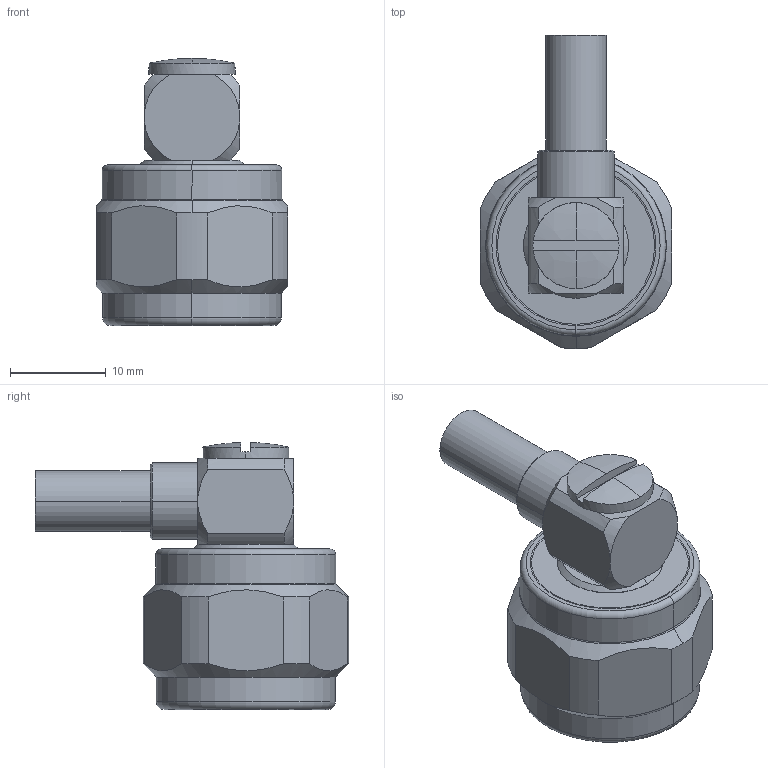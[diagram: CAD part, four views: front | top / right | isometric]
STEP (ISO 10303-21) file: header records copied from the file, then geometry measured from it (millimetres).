
FILE_DESCRIPTION (( 'STEP AP203' ), '1' );
FILE_NAME ('R161.182.080A.STEP', '2015-02-03T14:55:40', ( '' ), ( '' ), 'SwSTEP 2.0', 'SolidWorks 2014', '' );
FILE_SCHEMA (( 'CONFIG_CONTROL_DESIGN' ));
Length unit declared in the file: metre
Products named in the file (1): R161.182.080A
Bounding box: 20 x 32.75 x 27.94 mm (x, y, z)
Volume: 5046.4 mm3; surface area: 3644.3 mm2
Topology: 1 solids, 1 shells, 132 faces, 297 edges, 178 vertices
Faces by surface type: cylinder 47, plane 35, cone 30, torus 16, sphere 4
Entity records: 3860 total; most frequent: CARTESIAN_POINT 760, DIRECTION 701, ORIENTED_EDGE 594, AXIS2_PLACEMENT_3D 299, EDGE_CURVE 297, VERTEX_POINT 178, CIRCLE 166, EDGE_LOOP 143
